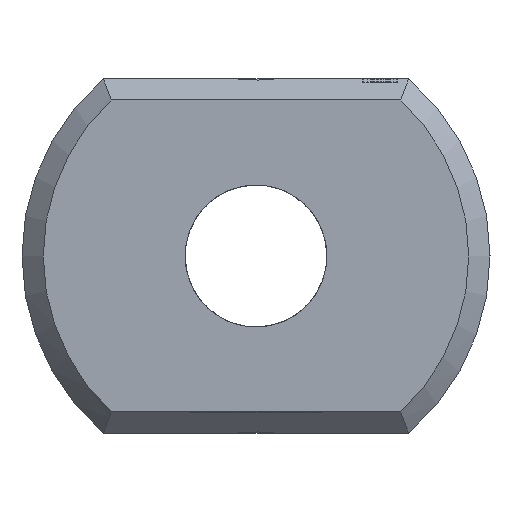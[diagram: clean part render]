
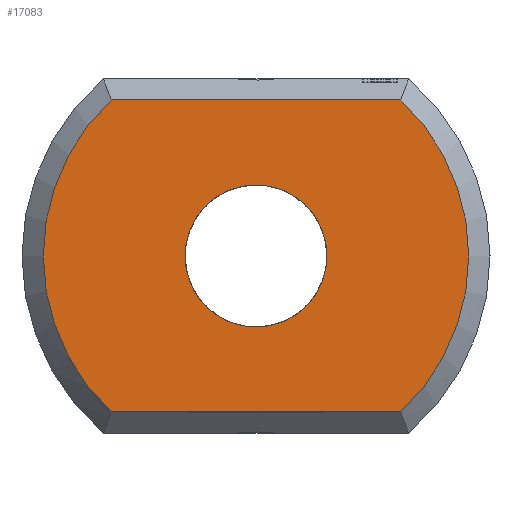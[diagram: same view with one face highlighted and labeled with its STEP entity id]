
A CAD part, left-side view. The second image highlights one B-rep face of the part: STEP entity #17083.
In plain terms, the highlighted planar face has unit normal (-1, 0, 0).
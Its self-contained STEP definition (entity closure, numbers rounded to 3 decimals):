
#4205 = VERTEX_POINT('',#4206);
#4206 = CARTESIAN_POINT('',(0.,-2.04,2.2));
#4215 = VERTEX_POINT('',#4216);
#4216 = CARTESIAN_POINT('',(0.,-2.04,-2.2));
#4223 = EDGE_CURVE('',#4205,#4215,#4224,.T.);
#4224 = CIRCLE('',#4225,3.);
#4225 = AXIS2_PLACEMENT_3D('',#4226,#4227,#4228);
#4226 = CARTESIAN_POINT('',(0.,0.,0.));
#4227 = DIRECTION('',(1.,0.,0.));
#4228 = DIRECTION('',(0.,-0.653,0.758)
  );
#5424 = VERTEX_POINT('',#5425);
#5425 = CARTESIAN_POINT('',(0.,2.04,2.2));
#5432 = EDGE_CURVE('',#4205,#5424,#5433,.T.);
#5433 = LINE('',#5434,#5435);
#5434 = CARTESIAN_POINT('',(0.,-2.154,2.2));
#5435 = VECTOR('',#5436,1.);
#5436 = DIRECTION('',(0.,1.,0.));
#17083 = ADVANCED_FACE('',(#17084,#17103),#17114,.F.);
#17084 = FACE_BOUND('',#17085,.F.);
#17085 = EDGE_LOOP('',(#17086,#17095,#17096,#17097));
#17086 = ORIENTED_EDGE('',*,*,#17087,.T.);
#17087 = EDGE_CURVE('',#17088,#5424,#17090,.T.);
#17088 = VERTEX_POINT('',#17089);
#17089 = CARTESIAN_POINT('',(0.,2.04,-2.2));
#17090 = CIRCLE('',#17091,3.);
#17091 = AXIS2_PLACEMENT_3D('',#17092,#17093,#17094);
#17092 = CARTESIAN_POINT('',(0.,0.,0.));
#17093 = DIRECTION('',(1.,0.,0.));
#17094 = DIRECTION('',(0.,0.653,-0.758)
  );
#17095 = ORIENTED_EDGE('',*,*,#5432,.F.);
#17096 = ORIENTED_EDGE('',*,*,#4223,.T.);
#17097 = ORIENTED_EDGE('',*,*,#17098,.T.);
#17098 = EDGE_CURVE('',#4215,#17088,#17099,.T.);
#17099 = LINE('',#17100,#17101);
#17100 = CARTESIAN_POINT('',(0.,-2.154,-2.2));
#17101 = VECTOR('',#17102,1.);
#17102 = DIRECTION('',(0.,1.,0.));
#17103 = FACE_BOUND('',#17104,.T.);
#17104 = EDGE_LOOP('',(#17105));
#17105 = ORIENTED_EDGE('',*,*,#17106,.T.);
#17106 = EDGE_CURVE('',#17107,#17107,#17109,.T.);
#17107 = VERTEX_POINT('',#17108);
#17108 = CARTESIAN_POINT('',(0.,1.,0.)
  );
#17109 = CIRCLE('',#17110,1.);
#17110 = AXIS2_PLACEMENT_3D('',#17111,#17112,#17113);
#17111 = CARTESIAN_POINT('',(0.,0.,0.));
#17112 = DIRECTION('',(1.,0.,0.));
#17113 = DIRECTION('',(0.,1.,0.));
#17114 = PLANE('',#17115);
#17115 = AXIS2_PLACEMENT_3D('',#17116,#17117,#17118);
#17116 = CARTESIAN_POINT('',(0.,0.,0.));
#17117 = DIRECTION('',(1.,0.,0.));
#17118 = DIRECTION('',(0.,0.,1.));
